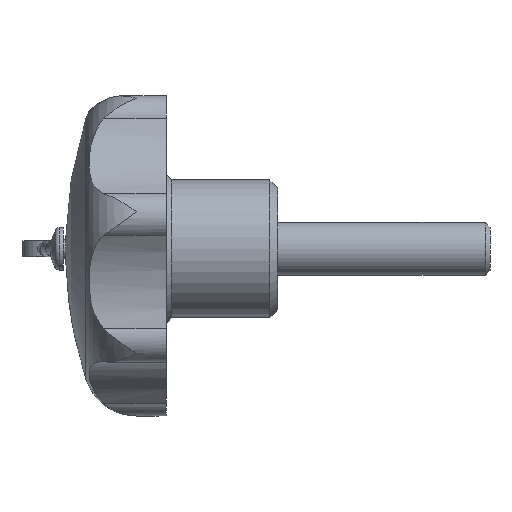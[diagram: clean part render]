
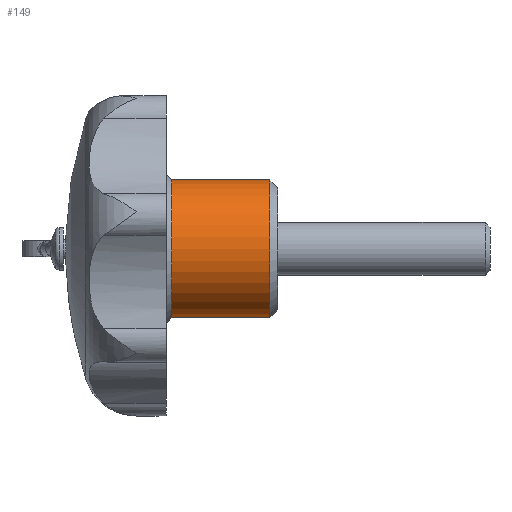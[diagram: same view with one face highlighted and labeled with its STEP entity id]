
A CAD part, left-side view. The second image highlights one B-rep face of the part: STEP entity #149.
In plain terms, the highlighted cylindrical face has radius 13 mm (diameter 26 mm), a full revolution.
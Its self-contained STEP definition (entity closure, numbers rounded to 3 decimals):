
#149 = ADVANCED_FACE( '', ( #327, #328 ), #329, .T. );
#327 = FACE_OUTER_BOUND( '', #525, .T. );
#328 = FACE_OUTER_BOUND( '', #526, .T. );
#329 = CYLINDRICAL_SURFACE( '', #527, 13. );
#525 = EDGE_LOOP( '', ( #892 ) );
#526 = EDGE_LOOP( '', ( #893 ) );
#527 = AXIS2_PLACEMENT_3D( '', #894, #895, #896 );
#892 = ORIENTED_EDGE( '', *, *, #1233, .F. );
#893 = ORIENTED_EDGE( '', *, *, #1138, .T. );
#894 = CARTESIAN_POINT( '', ( 0., 0., 0. ) );
#895 = DIRECTION( '', ( 0., 1., 0. ) );
#896 = DIRECTION( '', ( 0., 0., -1. ) );
#1138 = EDGE_CURVE( '', #1358, #1358, #1359, .T. );
#1233 = EDGE_CURVE( '', #1506, #1506, #1507, .T. );
#1358 = VERTEX_POINT( '', #1690 );
#1359 = CIRCLE( '', #1691, 13. );
#1506 = VERTEX_POINT( '', #2327 );
#1507 = CIRCLE( '', #2328, 13. );
#1690 = CARTESIAN_POINT( '', ( 0., 20., -13. ) );
#1691 = AXIS2_PLACEMENT_3D( '', #2460, #2461, #2462 );
#2327 = CARTESIAN_POINT( '', ( 0., 1.5, -13. ) );
#2328 = AXIS2_PLACEMENT_3D( '', #2557, #2558, #2559 );
#2460 = CARTESIAN_POINT( '', ( 0., 20., 0. ) );
#2461 = DIRECTION( '', ( 0., -1., 0. ) );
#2462 = DIRECTION( '', ( 0., 0., -1. ) );
#2557 = CARTESIAN_POINT( '', ( 0., 1.5, 0. ) );
#2558 = DIRECTION( '', ( 0., -1., 0. ) );
#2559 = DIRECTION( '', ( 0., 0., -1. ) );
